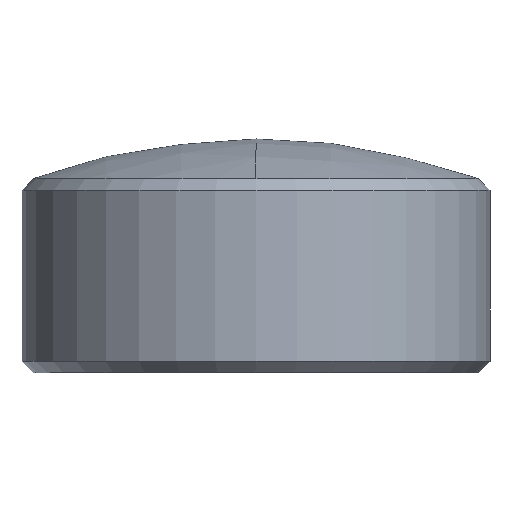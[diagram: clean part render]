
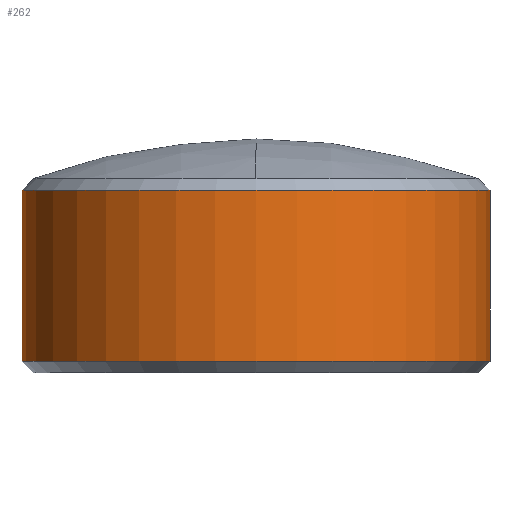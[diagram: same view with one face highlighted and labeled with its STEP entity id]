
A CAD part, front view. The second image highlights one B-rep face of the part: STEP entity #262.
In plain terms, the highlighted cylindrical face has radius 1 mm (diameter 2 mm), a partial arc.
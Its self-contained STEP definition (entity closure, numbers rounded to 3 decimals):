
#14 = DIRECTION ( 'NONE',  ( 0., 0., 1. ) ) ;
#33 = ORIENTED_EDGE ( 'NONE', *, *, #308, .T. ) ;
#53 = CARTESIAN_POINT ( 'NONE',  ( 1.735, 0.941, 1.891 ) ) ;
#59 = VECTOR ( 'NONE', #181, 1000. ) ;
#68 = DIRECTION ( 'NONE',  ( 0., 0., 1. ) ) ;
#75 = EDGE_LOOP ( 'NONE', ( #193, #33, #270, #186 ) ) ;
#87 = CARTESIAN_POINT ( 'NONE',  ( 0.735, 0.941, 1.891 ) ) ;
#107 = CARTESIAN_POINT ( 'NONE',  ( -0.265, 0.941, 1.161 ) ) ;
#109 = CARTESIAN_POINT ( 'NONE',  ( -0.265, 0.941, 1.891 ) ) ;
#114 = LINE ( 'NONE', #182, #135 ) ;
#116 = CARTESIAN_POINT ( 'NONE',  ( 1.735, 0.941, 2.111 ) ) ;
#125 = VERTEX_POINT ( 'NONE', #107 ) ;
#135 = VECTOR ( 'NONE', #68, 1000. ) ;
#144 = DIRECTION ( 'NONE',  ( 1., 0., 0. ) ) ;
#153 = VERTEX_POINT ( 'NONE', #53 ) ;
#158 = DIRECTION ( 'NONE',  ( 0., 0., 1. ) ) ;
#163 = VERTEX_POINT ( 'NONE', #278 ) ;
#170 = FACE_OUTER_BOUND ( 'NONE', #75, .T. ) ;
#176 = CIRCLE ( 'NONE', #276, 1. ) ;
#181 = DIRECTION ( 'NONE',  ( 0., 0., 1. ) ) ;
#182 = CARTESIAN_POINT ( 'NONE',  ( -0.265, 0.941, 2.111 ) ) ;
#186 = ORIENTED_EDGE ( 'NONE', *, *, #320, .F. ) ;
#193 = ORIENTED_EDGE ( 'NONE', *, *, #292, .F. ) ;
#196 = CARTESIAN_POINT ( 'NONE',  ( 0.735, 0.941, 2.111 ) ) ;
#206 = CYLINDRICAL_SURFACE ( 'NONE', #208, 1. ) ;
#208 = AXIS2_PLACEMENT_3D ( 'NONE', #196, #158, #144 ) ;
#209 = DIRECTION ( 'NONE',  ( 1., 0., 0. ) ) ;
#213 = VERTEX_POINT ( 'NONE', #109 ) ;
#229 = DIRECTION ( 'NONE',  ( 1., 0., 0. ) ) ;
#230 = CIRCLE ( 'NONE', #261, 1. ) ;
#235 = LINE ( 'NONE', #116, #59 ) ;
#260 = CARTESIAN_POINT ( 'NONE',  ( 0.735, 0.941, 1.161 ) ) ;
#261 = AXIS2_PLACEMENT_3D ( 'NONE', #260, #313, #229 ) ;
#262 = ADVANCED_FACE ( 'NONE', ( #170 ), #206, .T. ) ;
#265 = EDGE_CURVE ( 'NONE', #163, #153, #235, .T. ) ;
#270 = ORIENTED_EDGE ( 'NONE', *, *, #265, .T. ) ;
#276 = AXIS2_PLACEMENT_3D ( 'NONE', #87, #14, #209 ) ;
#278 = CARTESIAN_POINT ( 'NONE',  ( 1.735, 0.941, 1.161 ) ) ;
#292 = EDGE_CURVE ( 'NONE', #125, #213, #114, .T. ) ;
#308 = EDGE_CURVE ( 'NONE', #125, #163, #230, .T. ) ;
#313 = DIRECTION ( 'NONE',  ( 0., 0., 1. ) ) ;
#320 = EDGE_CURVE ( 'NONE', #213, #153, #176, .T. ) ;
